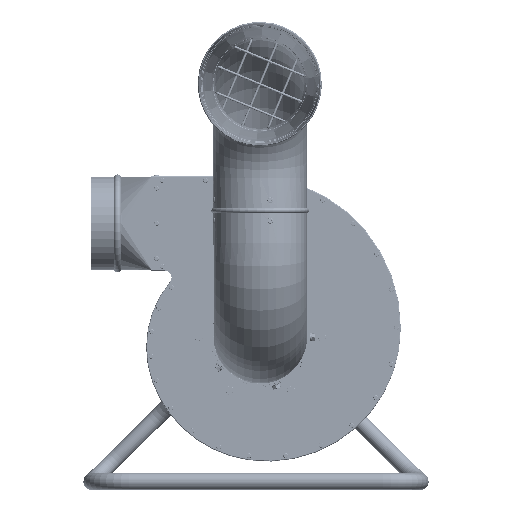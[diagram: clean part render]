
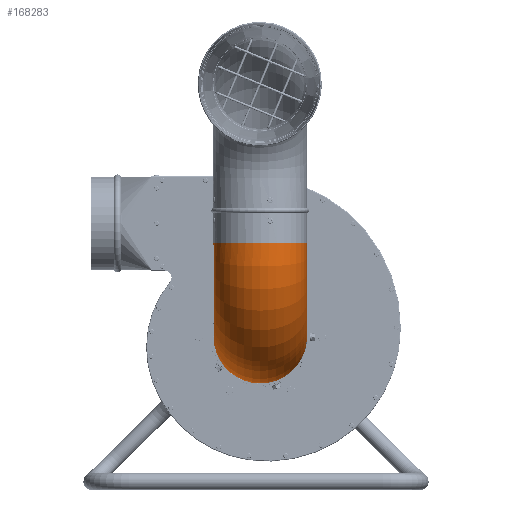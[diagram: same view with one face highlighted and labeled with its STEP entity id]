
A CAD part, top view. The second image highlights one B-rep face of the part: STEP entity #168283.
In plain terms, the highlighted toroidal (fillet/blend) face has major radius 125 mm and minor radius 62.5 mm.
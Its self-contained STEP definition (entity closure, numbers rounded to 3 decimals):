
#4167=B_SPLINE_CURVE_WITH_KNOTS('',3,(#291936,#291937,#291938,#291939,#291940,
#291941,#291942,#291943,#291944,#291945,#291946,#291947),.UNSPECIFIED.,
 .F.,.F.,(4,2,2,2,2,4),(6.198,6.252,6.658,
7.036,7.403,7.631),.UNSPECIFIED.);
#4168=B_SPLINE_CURVE_WITH_KNOTS('',3,(#291949,#291950,#291951,#291952),
 .UNSPECIFIED.,.F.,.F.,(4,4),(20.279,20.435),
 .UNSPECIFIED.);
#4169=B_SPLINE_CURVE_WITH_KNOTS('',3,(#291954,#291955,#291956,#291957,#291958,
#291959,#291960,#291961,#291962,#291963),.UNSPECIFIED.,.F.,.F.,(4,2,2,2,
4),(-6.453,-6.254,-5.887,-5.523,
-5.182),.UNSPECIFIED.);
#4170=B_SPLINE_CURVE_WITH_KNOTS('',3,(#291967,#291968,#291969,#291970,#291971,
#291972,#291973,#291974,#291975,#291976,#291977,#291978),.UNSPECIFIED.,
 .F.,.F.,(4,2,2,2,2,4),(-5.182,-5.155,-4.81,
-4.485,-4.166,-3.909),.UNSPECIFIED.);
#4171=B_SPLINE_CURVE_WITH_KNOTS('',3,(#291980,#291981,#291982,#291983),
 .UNSPECIFIED.,.F.,.F.,(4,4),(22.394,22.55),
 .UNSPECIFIED.);
#4172=B_SPLINE_CURVE_WITH_KNOTS('',3,(#291984,#291985,#291986,#291987,#291988,
#291989,#291990,#291991,#291992,#291993),.UNSPECIFIED.,.F.,.F.,(4,2,2,2,
4),(4.748,4.955,5.383,5.814,
6.198),.UNSPECIFIED.);
#4763=TOROIDAL_SURFACE('',#181383,125.,62.5);
#21996=FACE_OUTER_BOUND('',#32504,.T.);
#32504=EDGE_LOOP('',(#142576,#142577,#142578,#142579,#142580,#142581,#142582,
#142583,#142584,#142585,#142586,#142587,#142588,#142589,#142590));
#66269=CIRCLE('',#181190,62.5);
#66270=CIRCLE('',#181191,62.5);
#66381=CIRCLE('',#181384,62.5);
#66382=CIRCLE('',#181385,62.5);
#66383=CIRCLE('',#181386,62.5);
#66384=CIRCLE('',#181387,62.5);
#66385=CIRCLE('',#181388,62.5);
#79363=VERTEX_POINT('',#291184);
#79364=VERTEX_POINT('',#291186);
#79365=VERTEX_POINT('',#291188);
#79499=VERTEX_POINT('',#291929);
#79500=VERTEX_POINT('',#291930);
#79501=VERTEX_POINT('',#291933);
#79502=VERTEX_POINT('',#291935);
#79503=VERTEX_POINT('',#291948);
#79504=VERTEX_POINT('',#291953);
#79505=VERTEX_POINT('',#291966);
#79506=VERTEX_POINT('',#291979);
#100773=EDGE_CURVE('',#79364,#79363,#66269,.T.);
#100774=EDGE_CURVE('',#79365,#79364,#66270,.T.);
#100979=EDGE_CURVE('',#79499,#79500,#66381,.T.);
#100980=EDGE_CURVE('',#79500,#79499,#66382,.T.);
#100981=EDGE_CURVE('',#79500,#79501,#66383,.T.);
#100982=EDGE_CURVE('',#79501,#79502,#4167,.T.);
#100983=EDGE_CURVE('',#79502,#79503,#4168,.T.);
#100984=EDGE_CURVE('',#79503,#79504,#4169,.T.);
#100985=EDGE_CURVE('',#79504,#79364,#66384,.T.);
#100986=EDGE_CURVE('',#79363,#79365,#66385,.T.);
#100987=EDGE_CURVE('',#79504,#79505,#4170,.T.);
#100988=EDGE_CURVE('',#79505,#79506,#4171,.T.);
#100989=EDGE_CURVE('',#79506,#79501,#4172,.T.);
#142576=ORIENTED_EDGE('',*,*,#100979,.F.);
#142577=ORIENTED_EDGE('',*,*,#100980,.F.);
#142578=ORIENTED_EDGE('',*,*,#100981,.T.);
#142579=ORIENTED_EDGE('',*,*,#100982,.T.);
#142580=ORIENTED_EDGE('',*,*,#100983,.T.);
#142581=ORIENTED_EDGE('',*,*,#100984,.T.);
#142582=ORIENTED_EDGE('',*,*,#100985,.T.);
#142583=ORIENTED_EDGE('',*,*,#100773,.T.);
#142584=ORIENTED_EDGE('',*,*,#100986,.T.);
#142585=ORIENTED_EDGE('',*,*,#100774,.T.);
#142586=ORIENTED_EDGE('',*,*,#100985,.F.);
#142587=ORIENTED_EDGE('',*,*,#100987,.T.);
#142588=ORIENTED_EDGE('',*,*,#100988,.T.);
#142589=ORIENTED_EDGE('',*,*,#100989,.T.);
#142590=ORIENTED_EDGE('',*,*,#100981,.F.);
#168283=ADVANCED_FACE('',(#21996),#4763,.T.);
#181190=AXIS2_PLACEMENT_3D('',#291187,#217002,#217003);
#181191=AXIS2_PLACEMENT_3D('',#291189,#217004,#217005);
#181383=AXIS2_PLACEMENT_3D('',#291928,#217464,#217465);
#181384=AXIS2_PLACEMENT_3D('',#291931,#217466,#217467);
#181385=AXIS2_PLACEMENT_3D('',#291932,#217468,#217469);
#181386=AXIS2_PLACEMENT_3D('',#291934,#217470,#217471);
#181387=AXIS2_PLACEMENT_3D('',#291964,#217472,#217473);
#181388=AXIS2_PLACEMENT_3D('',#291965,#217474,#217475);
#217002=DIRECTION('center_axis',(0.002,-1.,
0.));
#217003=DIRECTION('ref_axis',(-1.,-0.002,0.));
#217004=DIRECTION('center_axis',(0.002,-1.,
0.));
#217005=DIRECTION('ref_axis',(-1.,-0.002,0.));
#217464=DIRECTION('center_axis',(1.,0.002,
0.));
#217465=DIRECTION('ref_axis',(-0.002,1.,0.));
#217466=DIRECTION('center_axis',(0.,0.,
-1.));
#217467=DIRECTION('ref_axis',(-1.,-0.002,0.));
#217468=DIRECTION('center_axis',(0.,0.,
-1.));
#217469=DIRECTION('ref_axis',(-1.,-0.002,0.));
#217470=DIRECTION('center_axis',(-1.,-0.002,
0.));
#217471=DIRECTION('ref_axis',(-0.002,1.,0.));
#217472=DIRECTION('center_axis',(-1.,-0.002,
0.));
#217473=DIRECTION('ref_axis',(-0.002,1.,0.));
#217474=DIRECTION('center_axis',(0.002,-1.,
0.));
#217475=DIRECTION('ref_axis',(-1.,-0.002,0.));
#291184=CARTESIAN_POINT('',(62.235,125.132,319.5));
#291186=CARTESIAN_POINT('',(-0.265,125.,257.));
#291187=CARTESIAN_POINT('Origin',(-0.265,125.,319.5));
#291188=CARTESIAN_POINT('',(-61.209,124.871,333.358));
#291189=CARTESIAN_POINT('Origin',(-0.265,125.,319.5));
#291928=CARTESIAN_POINT('Origin',(-0.265,125.,194.5));
#291929=CARTESIAN_POINT('',(62.5,0.133,194.5));
#291930=CARTESIAN_POINT('',(-0.133,62.5,194.5));
#291931=CARTESIAN_POINT('Origin',(0.,0.,
194.5));
#291932=CARTESIAN_POINT('Origin',(0.,0.,
194.5));
#291933=CARTESIAN_POINT('',(-0.142,66.777,217.223));
#291934=CARTESIAN_POINT('Origin',(-0.265,125.,194.5));
#291935=CARTESIAN_POINT('',(10.282,69.318,224.725));
#291936=CARTESIAN_POINT('Ctrl Pts',(-0.142,66.777,
217.223));
#291937=CARTESIAN_POINT('Ctrl Pts',(0.034,66.777,
217.223));
#291938=CARTESIAN_POINT('Ctrl Pts',(0.21,66.778,
217.227));
#291939=CARTESIAN_POINT('Ctrl Pts',(1.709,66.796,217.299));
#291940=CARTESIAN_POINT('Ctrl Pts',(3.011,66.857,217.601));
#291941=CARTESIAN_POINT('Ctrl Pts',(5.357,67.098,218.616));
#291942=CARTESIAN_POINT('Ctrl Pts',(6.392,67.268,219.29));
#291943=CARTESIAN_POINT('Ctrl Pts',(8.157,67.762,220.909));
#291944=CARTESIAN_POINT('Ctrl Pts',(8.876,68.075,221.825));
#291945=CARTESIAN_POINT('Ctrl Pts',(9.784,68.726,223.437));
#291946=CARTESIAN_POINT('Ctrl Pts',(10.065,69.007,224.076));
#291947=CARTESIAN_POINT('Ctrl Pts',(10.282,69.318,224.725));
#291948=CARTESIAN_POINT('',(8.97,70.012,225.556));
#291949=CARTESIAN_POINT('Ctrl Pts',(10.282,69.318,224.725));
#291950=CARTESIAN_POINT('Ctrl Pts',(9.847,69.553,225.008));
#291951=CARTESIAN_POINT('Ctrl Pts',(9.409,69.786,225.285));
#291952=CARTESIAN_POINT('Ctrl Pts',(8.97,70.012,225.556));
#291953=CARTESIAN_POINT('',(-0.143,67.385,218.723));
#291954=CARTESIAN_POINT('Ctrl Pts',(8.97,70.012,225.556));
#291955=CARTESIAN_POINT('Ctrl Pts',(8.804,69.718,224.986));
#291956=CARTESIAN_POINT('Ctrl Pts',(8.581,69.447,224.422));
#291957=CARTESIAN_POINT('Ctrl Pts',(7.782,68.751,222.867));
#291958=CARTESIAN_POINT('Ctrl Pts',(7.078,68.396,221.939));
#291959=CARTESIAN_POINT('Ctrl Pts',(5.319,67.851,220.361));
#291960=CARTESIAN_POINT('Ctrl Pts',(4.292,67.668,219.736));
#291961=CARTESIAN_POINT('Ctrl Pts',(2.11,67.439,218.925));
#291962=CARTESIAN_POINT('Ctrl Pts',(0.988,67.387,
218.723));
#291963=CARTESIAN_POINT('Ctrl Pts',(-0.143,67.385,
218.723));
#291964=CARTESIAN_POINT('Origin',(-0.265,125.,194.5));
#291965=CARTESIAN_POINT('Origin',(-0.265,125.,319.5));
#291966=CARTESIAN_POINT('',(-9.267,69.973,225.556));
#291967=CARTESIAN_POINT('Ctrl Pts',(-0.143,67.385,
218.723));
#291968=CARTESIAN_POINT('Ctrl Pts',(-0.232,67.384,
218.723));
#291969=CARTESIAN_POINT('Ctrl Pts',(-0.322,67.385,
218.724));
#291970=CARTESIAN_POINT('Ctrl Pts',(-1.551,67.391,218.759));
#291971=CARTESIAN_POINT('Ctrl Pts',(-2.675,67.447,
218.996));
#291972=CARTESIAN_POINT('Ctrl Pts',(-4.719,67.676,
219.828));
#291973=CARTESIAN_POINT('Ctrl Pts',(-5.627,67.841,
220.394));
#291974=CARTESIAN_POINT('Ctrl Pts',(-7.191,68.305,
221.768));
#291975=CARTESIAN_POINT('Ctrl Pts',(-7.833,68.598,222.554));
#291976=CARTESIAN_POINT('Ctrl Pts',(-8.743,69.258,
224.099));
#291977=CARTESIAN_POINT('Ctrl Pts',(-9.051,69.595,
224.822));
#291978=CARTESIAN_POINT('Ctrl Pts',(-9.267,69.973,
225.556));
#291979=CARTESIAN_POINT('',(-10.576,69.273,224.725));
#291980=CARTESIAN_POINT('Ctrl Pts',(-9.267,69.973,
225.556));
#291981=CARTESIAN_POINT('Ctrl Pts',(-9.705,69.745,
225.285));
#291982=CARTESIAN_POINT('Ctrl Pts',(-10.142,69.511,
225.007));
#291983=CARTESIAN_POINT('Ctrl Pts',(-10.576,69.273,
224.725));
#291984=CARTESIAN_POINT('Ctrl Pts',(-10.576,69.273,
224.725));
#291985=CARTESIAN_POINT('Ctrl Pts',(-10.382,68.998,224.149));
#291986=CARTESIAN_POINT('Ctrl Pts',(-10.138,68.747,
223.579));
#291987=CARTESIAN_POINT('Ctrl Pts',(-9.222,68.048,
221.875));
#291988=CARTESIAN_POINT('Ctrl Pts',(-8.394,67.694,
220.821));
#291989=CARTESIAN_POINT('Ctrl Pts',(-6.33,67.168,
219.025));
#291990=CARTESIAN_POINT('Ctrl Pts',(-5.122,67.003,
218.315));
#291991=CARTESIAN_POINT('Ctrl Pts',(-2.629,66.812,217.436));
#291992=CARTESIAN_POINT('Ctrl Pts',(-1.39,66.774,
217.223));
#291993=CARTESIAN_POINT('Ctrl Pts',(-0.142,66.777,
217.223));
